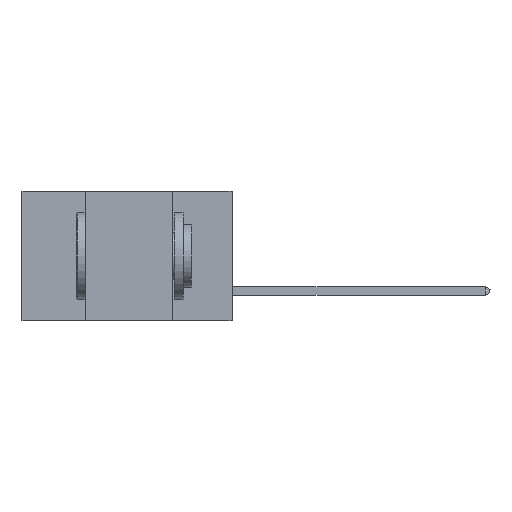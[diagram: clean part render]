
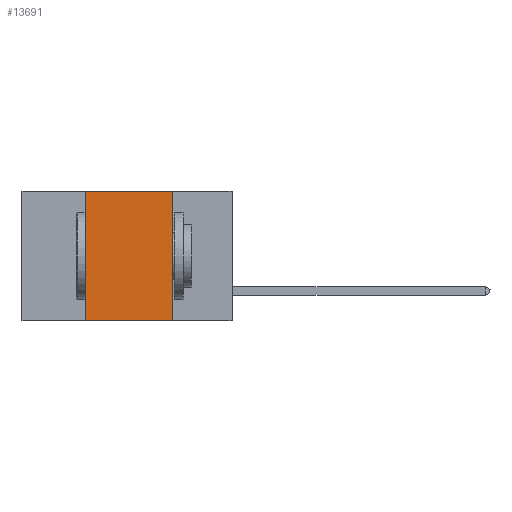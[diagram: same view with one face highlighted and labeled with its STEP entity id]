
A CAD part, left-side view. The second image highlights one B-rep face of the part: STEP entity #13691.
In plain terms, the highlighted planar face has unit normal (-1, 0, 0).
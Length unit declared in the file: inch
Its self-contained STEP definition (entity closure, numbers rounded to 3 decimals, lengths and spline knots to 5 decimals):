
#245 = LINE ( 'NONE', #26144, #10676 ) ;
#1385 = ORIENTED_EDGE ( 'NONE', *, *, #10113, .T. ) ;
#1508 = CARTESIAN_POINT ( 'NONE',  ( 0., 0.42, 0. ) ) ;
#1513 = LINE ( 'NONE', #1508, #13831 ) ;
#1885 = CARTESIAN_POINT ( 'NONE',  ( 0., 0.17, 0. ) ) ;
#3104 = CARTESIAN_POINT ( 'NONE',  ( 0., 0.42, -0.37 ) ) ;
#3151 = VERTEX_POINT ( 'NONE', #1885 ) ;
#3350 = EDGE_CURVE ( 'NONE', #3789, #3151, #22732, .T. ) ;
#3789 = VERTEX_POINT ( 'NONE', #15814 ) ;
#3802 = ORIENTED_EDGE ( 'NONE', *, *, #4347, .F. ) ;
#4004 = ORIENTED_EDGE ( 'NONE', *, *, #16787, .F. ) ;
#4135 = FACE_OUTER_BOUND ( 'NONE', #4471, .T. ) ;
#4347 = EDGE_CURVE ( 'NONE', #16444, #3789, #1513, .T. ) ;
#4471 = EDGE_LOOP ( 'NONE', ( #4004, #8223, #3802, #1385 ) ) ;
#5884 = DIRECTION ( 'NONE',  ( 0., 0., 1. ) ) ;
#7641 = CARTESIAN_POINT ( 'NONE',  ( 0., 0.17, 0. ) ) ;
#8223 = ORIENTED_EDGE ( 'NONE', *, *, #3350, .F. ) ;
#9543 = CARTESIAN_POINT ( 'NONE',  ( 0., 0.17, -0.37 ) ) ;
#9930 = DIRECTION ( 'NONE',  ( 1., 0., 0. ) ) ;
#10113 = EDGE_CURVE ( 'NONE', #16444, #26095, #245, .T. ) ;
#10676 = VECTOR ( 'NONE', #22248, 39.37008 ) ;
#11285 = AXIS2_PLACEMENT_3D ( 'NONE', #22075, #9930, #23934 ) ;
#12270 = VECTOR ( 'NONE', #24411, 39.37008 ) ;
#12622 = CARTESIAN_POINT ( 'NONE',  ( 0., 0.6, 0. ) ) ;
#13691 = ADVANCED_FACE ( 'NONE', ( #4135 ), #22257, .F. ) ;
#13831 = VECTOR ( 'NONE', #5884, 39.37008 ) ;
#15814 = CARTESIAN_POINT ( 'NONE',  ( 0., 0.42, 0. ) ) ;
#16444 = VERTEX_POINT ( 'NONE', #3104 ) ;
#16787 = EDGE_CURVE ( 'NONE', #3151, #26095, #24972, .T. ) ;
#17051 = VECTOR ( 'NONE', #23838, 39.37008 ) ;
#22075 = CARTESIAN_POINT ( 'NONE',  ( 0., 0.6, 0. ) ) ;
#22248 = DIRECTION ( 'NONE',  ( 0., -1., 0. ) ) ;
#22257 = PLANE ( 'NONE',  #11285 ) ;
#22732 = LINE ( 'NONE', #12622, #12270 ) ;
#23838 = DIRECTION ( 'NONE',  ( 0., 0., -1. ) ) ;
#23934 = DIRECTION ( 'NONE',  ( 0., 0., -1. ) ) ;
#24411 = DIRECTION ( 'NONE',  ( 0., -1., 0. ) ) ;
#24972 = LINE ( 'NONE', #7641, #17051 ) ;
#26095 = VERTEX_POINT ( 'NONE', #9543 ) ;
#26144 = CARTESIAN_POINT ( 'NONE',  ( 0., 0.6, -0.37 ) ) ;
